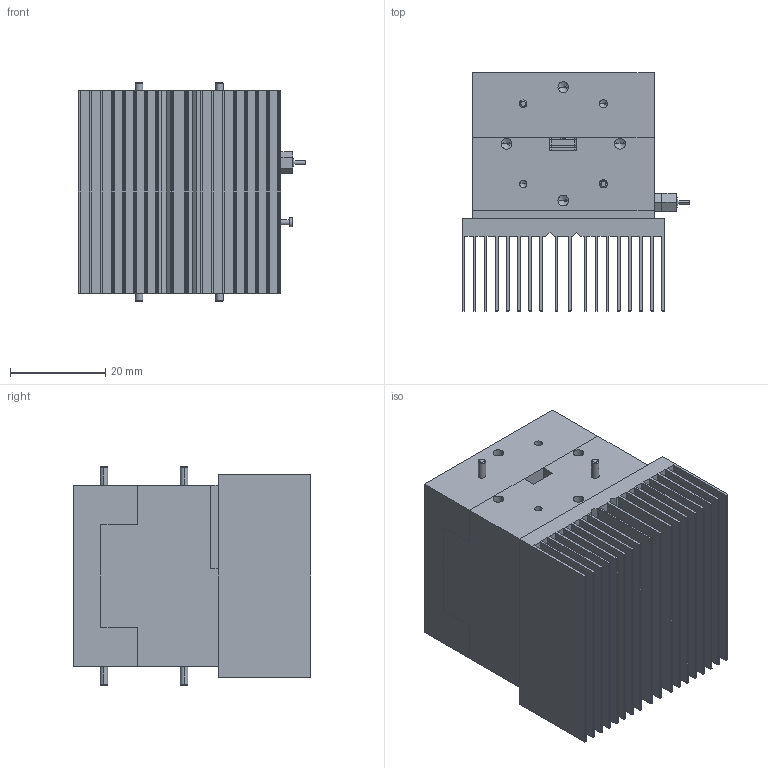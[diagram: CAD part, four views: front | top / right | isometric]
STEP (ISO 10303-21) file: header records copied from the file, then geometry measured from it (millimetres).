
FILE_DESCRIPTION (( 'STEP AP214' ), '1' );
FILE_NAME ('FMWGA3217_3D.step', '2023-01-26T23:42:42', ( '' ), ( '' ), 'SwSTEP 2.0', 'SolidWorks 2022', '' );
FILE_SCHEMA (( 'AUTOMOTIVE_DESIGN' ));
Length unit declared in the file: inch
Products named in the file (1): FMWGA3217_3D
Bounding box: 47.82 x 49.98 x 45.97 mm (x, y, z)
Volume: 57030.5 mm3; surface area: 34447.6 mm2
Topology: 4 solids, 4 shells, 656 faces, 1768 edges, 1148 vertices
Faces by surface type: plane 404, cylinder 110, bspline 96, cone 38, torus 8
Entity records: 28750 total; most frequent: CARTESIAN_POINT 8233, ORIENTED_EDGE 3480, DIRECTION 2912, EDGE_CURVE 1740, VECTOR 1306, LINE 1306, VERTEX_POINT 1148, AXIS2_PLACEMENT_3D 803
